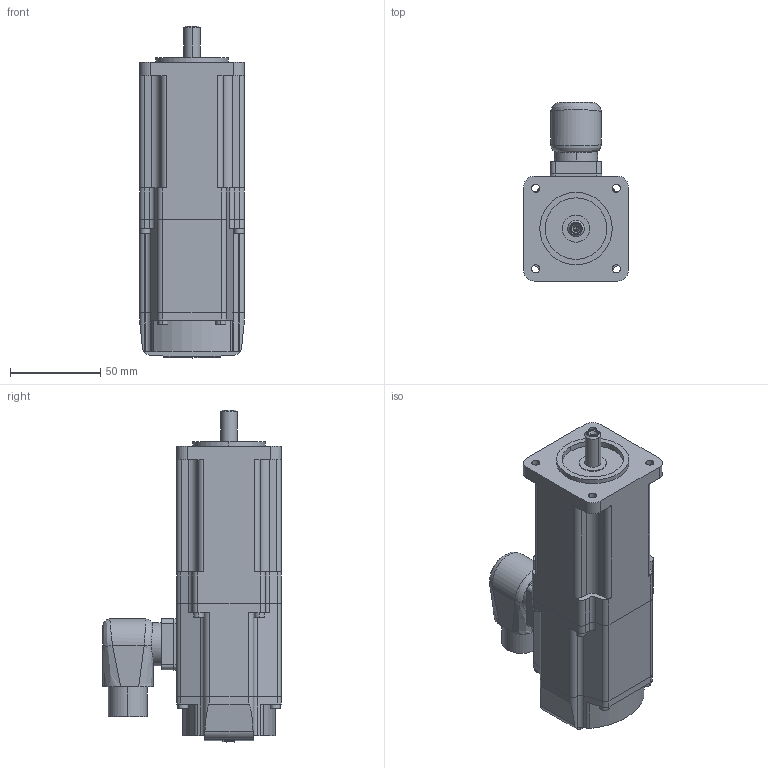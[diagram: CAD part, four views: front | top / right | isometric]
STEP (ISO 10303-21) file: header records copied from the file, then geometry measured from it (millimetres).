
FILE_DESCRIPTION((''),'2;1');
FILE_NAME('MS2N03-B0BYN-HMSH0-NNNNN-NN_ASM','2021-08-12T06:29:44',('ac91sw'),(''),'CREO PARAMETRIC BY PTC INC, 2020044','CREO PARAMETRIC BY PTC INC, 2020044','');
FILE_SCHEMA(('AUTOMOTIVE_DESIGN { 1 0 10303 214 1 1 1 1 }'));
Length unit declared in the file: millimetre
Products named in the file (6): RA63515098; RA63516330; RA63515127; RA63515669; RA63281780; MS2N03-B0BYN-HMSH0-NNNNN-NN_ASM
Assembly tree (5 placements, depth 2):
  MS2N03-B0BYN-HMSH0-NNNNN-NN_ASM
    RA63515098
    RA63516330
    RA63515127
    RA63515669
    RA63281780
Bounding box: 58 x 98.9 x 183.5 mm (x, y, z)
Volume: 499910.8 mm3; surface area: 62649 mm2
Topology: 5 solids, 5 shells, 360 faces, 959 edges, 633 vertices
Faces by surface type: plane 152, cylinder 130, extrusion 62, cone 10, bspline 6
Entity records: 17031 total; most frequent: CARTESIAN_POINT 4006, ORIENTED_EDGE 1914, DIRECTION 1736, EDGE_CURVE 957, PROPERTY_DEFINITION 683, REPRESENTATION 678, PROPERTY_DEFINITION_REPRESENTATION 678, VERTEX_POINT 633
